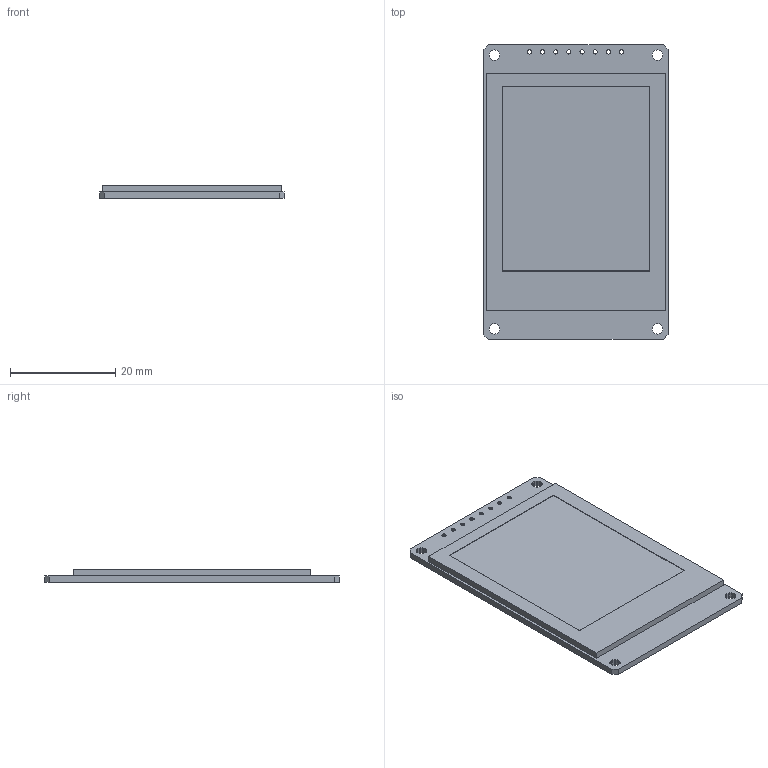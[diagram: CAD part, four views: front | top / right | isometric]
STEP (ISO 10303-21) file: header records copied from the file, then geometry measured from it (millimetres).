
FILE_DESCRIPTION(('FreeCAD Model'),'2;1');
FILE_NAME('Open CASCADE Shape Model','2022-08-11T11:08:10',('Author'),( ''),'Open CASCADE STEP processor 7.5','FreeCAD','Unknown');
FILE_SCHEMA(('AUTOMOTIVE_DESIGN { 1 0 10303 214 1 1 1 1 }'));
Length unit declared in the file: millimetre
Products named in the file (1): _28x160_1_8001001
Bounding box: 35 x 56 x 2.4 mm (x, y, z)
Surface area: 4633.3 mm2 (no closed solid volume)
Topology: 0 solids, 1 shells, 265 faces, 780 edges, 520 vertices
Faces by surface type: plane 265
Entity records: 18844 total; most frequent: CARTESIAN_POINT 3126, DIRECTION 2872, LINE 2340, VECTOR 2340, ORIENTED_EDGE 1560, PCURVE 1560, DEFINITIONAL_REPRESENTATION 1560, EDGE_CURVE 780
